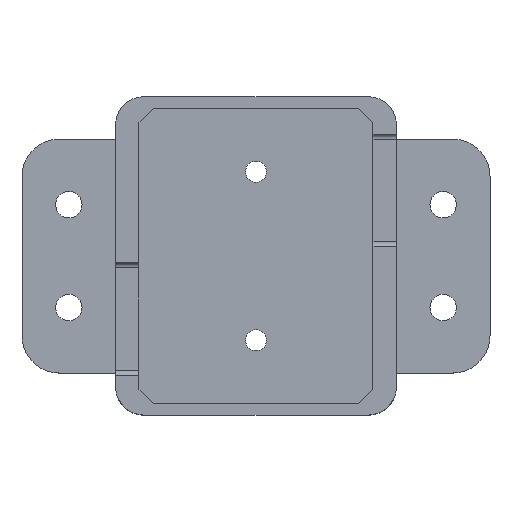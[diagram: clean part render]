
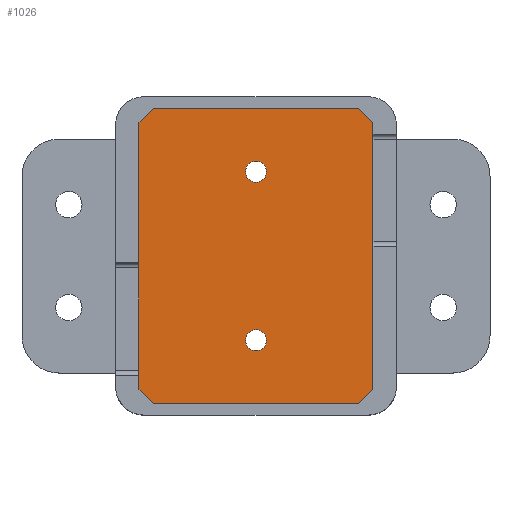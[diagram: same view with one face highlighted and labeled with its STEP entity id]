
A CAD part, top view. The second image highlights one B-rep face of the part: STEP entity #1026.
In plain terms, the highlighted planar face has unit normal (0, 0, 1).
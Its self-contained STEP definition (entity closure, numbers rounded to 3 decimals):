
#27=FACE_BOUND('',#177,.T.);
#28=FACE_BOUND('',#178,.T.);
#60=PLANE('',#1132);
#112=FACE_OUTER_BOUND('',#176,.T.);
#176=EDGE_LOOP('',(#945,#946,#947,#948,#949,#950,#951,#952));
#177=EDGE_LOOP('',(#953));
#178=EDGE_LOOP('',(#954));
#254=LINE('',#1651,#358);
#256=LINE('',#1655,#360);
#258=LINE('',#1660,#362);
#262=LINE('',#1666,#366);
#263=LINE('',#1669,#367);
#266=LINE('',#1674,#370);
#280=LINE('',#1711,#384);
#282=LINE('',#1714,#386);
#358=VECTOR('',#1350,22.);
#360=VECTOR('',#1354,2.121);
#362=VECTOR('',#1358,2.121);
#366=VECTOR('',#1364,22.);
#367=VECTOR('',#1367,2.121);
#370=VECTOR('',#1372,28.5);
#384=VECTOR('',#1416,28.5);
#386=VECTOR('',#1420,2.121);
#411=CIRCLE('',#1087,1.125);
#412=CIRCLE('',#1089,1.125);
#475=VERTEX_POINT('',#1559);
#476=VERTEX_POINT('',#1563);
#507=VERTEX_POINT('',#1648);
#508=VERTEX_POINT('',#1650);
#509=VERTEX_POINT('',#1654);
#510=VERTEX_POINT('',#1658);
#511=VERTEX_POINT('',#1659);
#512=VERTEX_POINT('',#1664);
#513=VERTEX_POINT('',#1668);
#522=VERTEX_POINT('',#1710);
#589=EDGE_CURVE('',#475,#475,#411,.T.);
#591=EDGE_CURVE('',#476,#476,#412,.T.);
#634=EDGE_CURVE('',#508,#507,#254,.T.);
#636=EDGE_CURVE('',#509,#508,#256,.T.);
#638=EDGE_CURVE('',#510,#511,#258,.T.);
#642=EDGE_CURVE('',#511,#512,#262,.T.);
#643=EDGE_CURVE('',#512,#513,#263,.T.);
#646=EDGE_CURVE('',#513,#509,#266,.T.);
#664=EDGE_CURVE('',#522,#510,#280,.T.);
#666=EDGE_CURVE('',#507,#522,#282,.T.);
#945=ORIENTED_EDGE('',*,*,#666,.T.);
#946=ORIENTED_EDGE('',*,*,#664,.T.);
#947=ORIENTED_EDGE('',*,*,#638,.T.);
#948=ORIENTED_EDGE('',*,*,#642,.T.);
#949=ORIENTED_EDGE('',*,*,#643,.T.);
#950=ORIENTED_EDGE('',*,*,#646,.T.);
#951=ORIENTED_EDGE('',*,*,#636,.T.);
#952=ORIENTED_EDGE('',*,*,#634,.T.);
#953=ORIENTED_EDGE('',*,*,#591,.F.);
#954=ORIENTED_EDGE('',*,*,#589,.F.);
#1026=ADVANCED_FACE('',(#112,#27,#28),#60,.T.);
#1087=AXIS2_PLACEMENT_3D('',#1561,#1269,#1270);
#1089=AXIS2_PLACEMENT_3D('',#1565,#1274,#1275);
#1132=AXIS2_PLACEMENT_3D('',#1715,#1421,#1422);
#1269=DIRECTION('center_axis',(0.,0.,1.));
#1270=DIRECTION('ref_axis',(-1.,0.,0.));
#1274=DIRECTION('center_axis',(0.,0.,1.));
#1275=DIRECTION('ref_axis',(-1.,0.,0.));
#1350=DIRECTION('',(1.,0.,0.));
#1354=DIRECTION('',(0.707,-0.707,0.));
#1358=DIRECTION('',(-0.707,0.707,0.));
#1364=DIRECTION('',(-1.,0.,0.));
#1367=DIRECTION('',(-0.707,-0.707,0.));
#1372=DIRECTION('',(0.,-1.,0.));
#1416=DIRECTION('',(0.,1.,0.));
#1420=DIRECTION('',(0.707,0.707,0.));
#1421=DIRECTION('center_axis',(0.,0.,1.));
#1422=DIRECTION('ref_axis',(-1.,0.,0.));
#1559=CARTESIAN_POINT('',(16.125,8.,3.));
#1561=CARTESIAN_POINT('Origin',(15.,8.,3.));
#1563=CARTESIAN_POINT('',(16.125,26.,3.));
#1565=CARTESIAN_POINT('Origin',(15.,26.,3.));
#1648=CARTESIAN_POINT('',(26.,1.25,3.));
#1650=CARTESIAN_POINT('',(4.,1.25,3.));
#1651=CARTESIAN_POINT('',(4.,1.25,3.));
#1654=CARTESIAN_POINT('',(2.5,2.75,3.));
#1655=CARTESIAN_POINT('',(2.5,2.75,3.));
#1658=CARTESIAN_POINT('',(27.5,31.25,3.));
#1659=CARTESIAN_POINT('',(26.,32.75,3.));
#1660=CARTESIAN_POINT('',(27.5,31.25,3.));
#1664=CARTESIAN_POINT('',(4.,32.75,3.));
#1666=CARTESIAN_POINT('',(26.,32.75,3.));
#1668=CARTESIAN_POINT('',(2.5,31.25,3.));
#1669=CARTESIAN_POINT('',(4.,32.75,3.));
#1674=CARTESIAN_POINT('',(2.5,31.25,3.));
#1710=CARTESIAN_POINT('',(27.5,2.75,3.));
#1711=CARTESIAN_POINT('',(27.5,2.75,3.));
#1714=CARTESIAN_POINT('',(26.,1.25,3.));
#1715=CARTESIAN_POINT('Origin',(4.5,-43.,3.));
